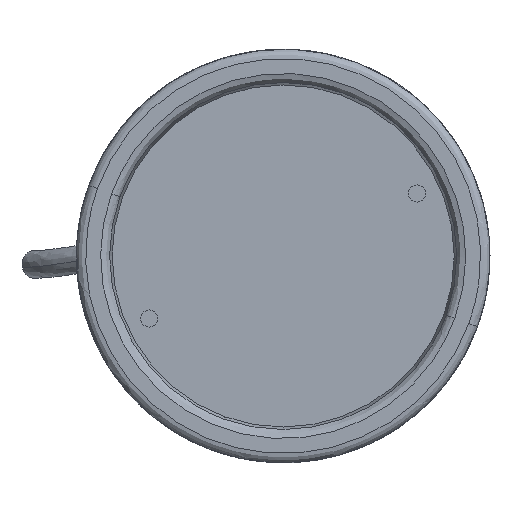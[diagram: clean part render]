
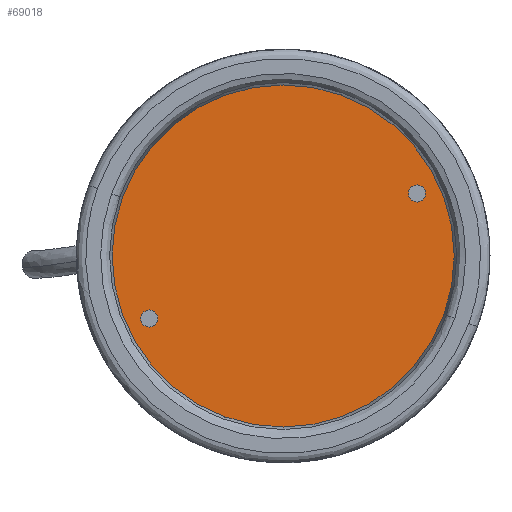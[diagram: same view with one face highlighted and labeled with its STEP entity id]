
A CAD part, front view. The second image highlights one B-rep face of the part: STEP entity #69018.
In plain terms, the highlighted planar face has unit normal (0, -1, 0).
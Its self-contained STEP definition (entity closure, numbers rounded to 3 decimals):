
#730 = DIRECTION ( 'NONE',  ( 1., 0., 0. ) ) ;
#1488 = AXIS2_PLACEMENT_3D ( 'NONE', #61859, #13610, #75675 ) ;
#2094 = PLANE ( 'NONE',  #3290 ) ;
#2110 = DIRECTION ( 'NONE',  ( 0., 0., -1. ) ) ;
#2506 = DIRECTION ( 'NONE',  ( 0., -1., 0. ) ) ;
#2732 = EDGE_CURVE ( 'NONE', #65226, #50663, #31712, .T. ) ;
#3290 = AXIS2_PLACEMENT_3D ( 'NONE', #33334, #37725, #43644 ) ;
#4232 = CIRCLE ( 'NONE', #47137, 55. ) ;
#5531 = CARTESIAN_POINT ( 'NONE',  ( -30.838, 5.2, -33.588 ) ) ;
#7790 = CIRCLE ( 'NONE', #25498, 55. ) ;
#12431 = ORIENTED_EDGE ( 'NONE', *, *, #2732, .F. ) ;
#13590 = VERTEX_POINT ( 'NONE', #49579 ) ;
#13610 = DIRECTION ( 'NONE',  ( 0., -1., 0. ) ) ;
#15807 = EDGE_LOOP ( 'NONE', ( #40151, #51929 ) ) ;
#22605 = CARTESIAN_POINT ( 'NONE',  ( 0., 5.2, 55. ) ) ;
#23820 = ORIENTED_EDGE ( 'NONE', *, *, #56332, .F. ) ;
#24717 = EDGE_CURVE ( 'NONE', #28842, #63115, #7790, .T. ) ;
#24729 = EDGE_CURVE ( 'NONE', #50663, #65226, #64590, .T. ) ;
#25498 = AXIS2_PLACEMENT_3D ( 'NONE', #32191, #73734, #2110 ) ;
#27784 = EDGE_LOOP ( 'NONE', ( #23820, #54421 ) ) ;
#27805 = DIRECTION ( 'NONE',  ( 1., 0., 0. ) ) ;
#28842 = VERTEX_POINT ( 'NONE', #22605 ) ;
#31699 = EDGE_CURVE ( 'NONE', #63115, #28842, #4232, .T. ) ;
#31712 = CIRCLE ( 'NONE', #69591, 2.75 ) ;
#32191 = CARTESIAN_POINT ( 'NONE',  ( 0., 5.2, 0. ) ) ;
#32947 = FACE_BOUND ( 'NONE', #39532, .T. ) ;
#32968 = CARTESIAN_POINT ( 'NONE',  ( -33.588, 5.2, -33.588 ) ) ;
#33334 = CARTESIAN_POINT ( 'NONE',  ( -110., 5.2, -110. ) ) ;
#36790 = AXIS2_PLACEMENT_3D ( 'NONE', #43450, #62425, #730 ) ;
#37012 = CARTESIAN_POINT ( 'NONE',  ( 30.838, 5.2, 33.588 ) ) ;
#37725 = DIRECTION ( 'NONE',  ( 0., 1., 0. ) ) ;
#39532 = EDGE_LOOP ( 'NONE', ( #12431, #52402 ) ) ;
#40151 = ORIENTED_EDGE ( 'NONE', *, *, #31699, .T. ) ;
#42684 = AXIS2_PLACEMENT_3D ( 'NONE', #32968, #2506, #27805 ) ;
#43450 = CARTESIAN_POINT ( 'NONE',  ( -33.588, 5.2, -33.588 ) ) ;
#43644 = DIRECTION ( 'NONE',  ( 0., 0., 1. ) ) ;
#44677 = DIRECTION ( 'NONE',  ( 0., -1., 0. ) ) ;
#47137 = AXIS2_PLACEMENT_3D ( 'NONE', #53895, #78049, #72113 ) ;
#47694 = CIRCLE ( 'NONE', #42684, 2.75 ) ;
#49579 = CARTESIAN_POINT ( 'NONE',  ( -36.338, 5.2, -33.588 ) ) ;
#50663 = VERTEX_POINT ( 'NONE', #37012 ) ;
#51929 = ORIENTED_EDGE ( 'NONE', *, *, #24717, .T. ) ;
#52402 = ORIENTED_EDGE ( 'NONE', *, *, #24729, .F. ) ;
#53140 = CIRCLE ( 'NONE', #36790, 2.75 ) ;
#53895 = CARTESIAN_POINT ( 'NONE',  ( 0., 5.2, 0. ) ) ;
#54421 = ORIENTED_EDGE ( 'NONE', *, *, #74725, .F. ) ;
#56332 = EDGE_CURVE ( 'NONE', #62367, #13590, #53140, .T. ) ;
#57061 = FACE_OUTER_BOUND ( 'NONE', #15807, .T. ) ;
#61845 = FACE_BOUND ( 'NONE', #27784, .T. ) ;
#61859 = CARTESIAN_POINT ( 'NONE',  ( 33.588, 5.2, 33.588 ) ) ;
#62367 = VERTEX_POINT ( 'NONE', #5531 ) ;
#62425 = DIRECTION ( 'NONE',  ( 0., -1., 0. ) ) ;
#63115 = VERTEX_POINT ( 'NONE', #72091 ) ;
#64590 = CIRCLE ( 'NONE', #1488, 2.75 ) ;
#65226 = VERTEX_POINT ( 'NONE', #71445 ) ;
#69018 = ADVANCED_FACE ( 'NONE', ( #32947, #61845, #57061 ), #2094, .F. ) ;
#69591 = AXIS2_PLACEMENT_3D ( 'NONE', #74750, #44677, #75519 ) ;
#71445 = CARTESIAN_POINT ( 'NONE',  ( 36.338, 5.2, 33.588 ) ) ;
#72091 = CARTESIAN_POINT ( 'NONE',  ( 0., 5.2, -55. ) ) ;
#72113 = DIRECTION ( 'NONE',  ( 0., 0., -1. ) ) ;
#73734 = DIRECTION ( 'NONE',  ( 0., -1., 0. ) ) ;
#74725 = EDGE_CURVE ( 'NONE', #13590, #62367, #47694, .T. ) ;
#74750 = CARTESIAN_POINT ( 'NONE',  ( 33.588, 5.2, 33.588 ) ) ;
#75519 = DIRECTION ( 'NONE',  ( 1., 0., 0. ) ) ;
#75675 = DIRECTION ( 'NONE',  ( 1., 0., 0. ) ) ;
#78049 = DIRECTION ( 'NONE',  ( 0., -1., 0. ) ) ;
